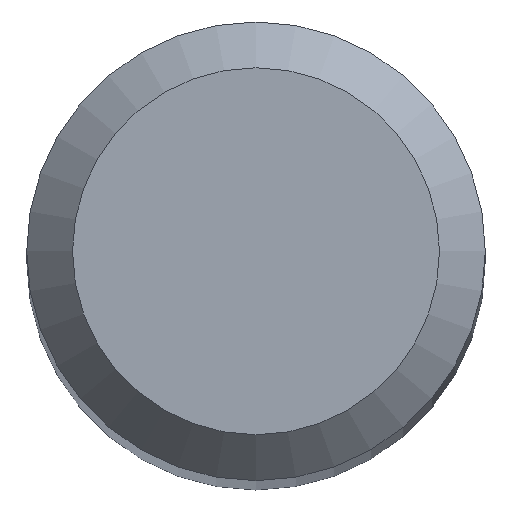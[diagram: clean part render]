
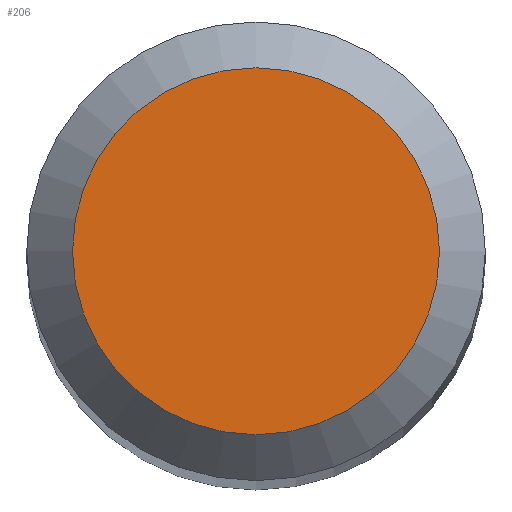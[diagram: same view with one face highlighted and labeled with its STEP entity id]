
A CAD part, top view. The second image highlights one B-rep face of the part: STEP entity #206.
In plain terms, the highlighted planar face has unit normal (0, 0, 1).
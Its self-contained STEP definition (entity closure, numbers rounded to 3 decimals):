
#2 = DIRECTION ( 'NONE',  ( 0., 0., -1. ) ) ;
#30 = PLANE ( 'NONE',  #202 ) ;
#56 = FACE_OUTER_BOUND ( 'NONE', #83, .T. ) ;
#57 = CARTESIAN_POINT ( 'NONE',  ( 0., 0., 50. ) ) ;
#83 = EDGE_LOOP ( 'NONE', ( #125 ) ) ;
#86 = AXIS2_PLACEMENT_3D ( 'NONE', #57, #2, #241 ) ;
#87 = DIRECTION ( 'NONE',  ( 0., 1., 0. ) ) ;
#106 = CARTESIAN_POINT ( 'NONE',  ( 0., 0., 50. ) ) ;
#125 = ORIENTED_EDGE ( 'NONE', *, *, #263, .F. ) ;
#138 = CARTESIAN_POINT ( 'NONE',  ( 0., 1.2, 50. ) ) ;
#189 = DIRECTION ( 'NONE',  ( 0., 0., -1. ) ) ;
#202 = AXIS2_PLACEMENT_3D ( 'NONE', #106, #189, #87 ) ;
#206 = ADVANCED_FACE ( 'NONE', ( #56 ), #30, .F. ) ;
#215 = VERTEX_POINT ( 'NONE', #138 ) ;
#241 = DIRECTION ( 'NONE',  ( 0., 1., 0. ) ) ;
#258 = CIRCLE ( 'NONE', #86, 1.2 ) ;
#263 = EDGE_CURVE ( 'NONE', #215, #215, #258, .T. ) ;
